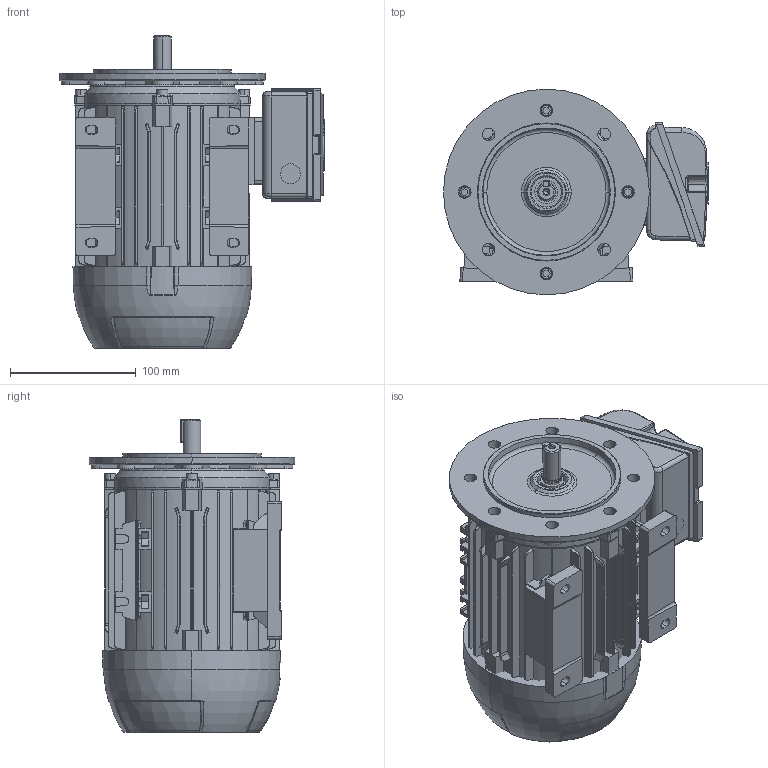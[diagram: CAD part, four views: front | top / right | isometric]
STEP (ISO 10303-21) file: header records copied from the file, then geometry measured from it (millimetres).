
FILE_DESCRIPTION (( 'STEP AP203' ), '1' );
FILE_NAME ('IEC71 B3E IR3.STEP', '2021-08-27T19:40:16', ( '' ), ( '' ), 'SwSTEP 2.0', 'SolidWorks 2018', '' );
FILE_SCHEMA (( 'CONFIG_CONTROL_DESIGN' ));
Length unit declared in the file: millimetre
Products named in the file (32): 105010008-6202 NSK; 105032001; Parafuso Altracs M5; IEC71 B3E IR3; 500014995_10.5007.178; 105007176_10.5007.176; 105006184B; Tabela Rotores N42 2P AC150_50.5016.757 - �57,90; 105032001_10.5032.007-5X5X18; 105033004; 105007077; 500014995; Tabela Rotores N42 2P AC150; 105006184B_50.5307.022; 105006185B; 105010009-6203 NSK; Eixo Padrão IEC71 IR3; 105035222_50.5307.019; 105035222; 105007176; Eixo Padrão IEC71 IR3_50.5042.370 - PCT60; Conj. Rotor IEC71 IR3_505039196; Parafuso Altracs M5_10.5011.291 x 15; 105010008-6202 NSK_SKF - 6202 - 10,DE,NC,10_68; 105006185B_50.5307.079; 105010009-6203 NSK_SKF - 6203 - 10,DE,NC,10_68
Assembly tree (15 placements, depth 3):
  105010008-6202 NSK
  105032001
  Parafuso Altracs M5
  IEC71 B3E IR3
    Conj. Rotor IEC71 IR3_505039196
      Eixo Padrão IEC71 IR3_50.5042.370 - PCT60
    105032001_10.5032.007-5X5X18
    105033004
    105006184B_50.5307.022
    105035222_50.5307.019
    Parafuso Altracs M5_10.5011.291 x 15  x4
    105006185B_50.5307.079  x2
    500014995_10.5007.178
    105007176_10.5007.176
    105007077
  105006184B
Bounding box: 211.08 x 163.93 x 248.95 mm (x, y, z)
Volume: 3412244.4 mm3; surface area: 350172.3 mm2
Topology: 14 solids, 23 shells, 1908 faces, 4926 edges, 3147 vertices
Faces by surface type: plane 836, bspline 350, cylinder 313, cone 291, torus 90, sphere 28
Entity records: 66005 total; most frequent: CARTESIAN_POINT 23935, ORIENTED_EDGE 9148, DIRECTION 6856, EDGE_CURVE 4574, VERTEX_POINT 2941, AXIS2_PLACEMENT_3D 2446, VECTOR 1964, LINE 1964
